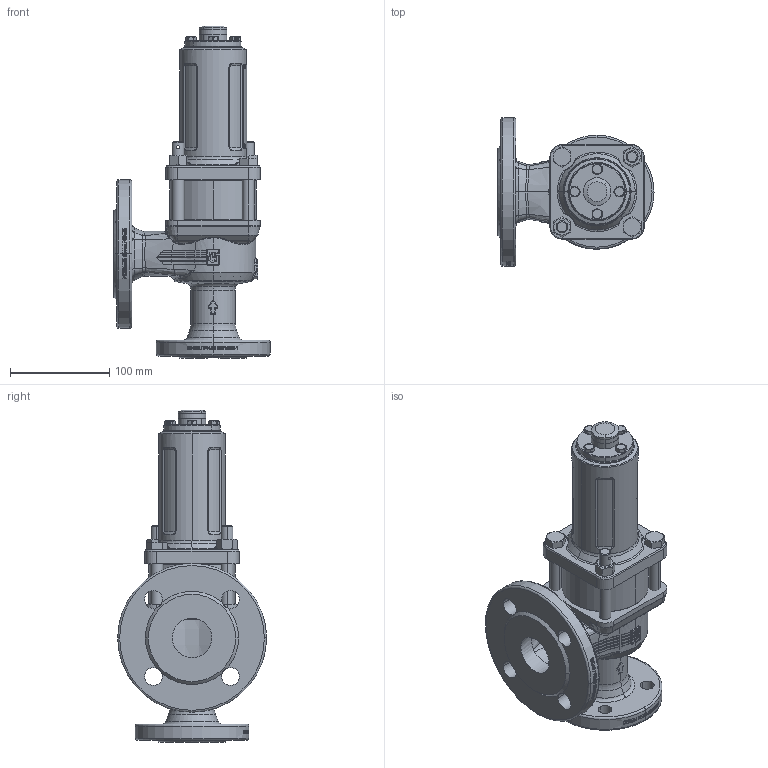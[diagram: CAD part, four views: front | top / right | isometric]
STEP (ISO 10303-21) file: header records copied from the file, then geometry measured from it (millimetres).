
FILE_DESCRIPTION(('HOOPS Exchange Step'),'2;1');
FILE_NAME('SF0402_DN25_DN25-40.stp','2025-06-26T08:44:41+02:00',('nieru'),('Unknown organisation'),'HOOPS Exchange 2024.2','HOOPS Exchange','Unknown authorisation');
FILE_SCHEMA( ('AP203_CONFIGURATION_CONTROLLED_3D_DESIGN_OF_MECHANICAL_PARTS_AND_ASSEMBLIES_MIM_LF') );
Length unit declared in the file: millimetre
Products named in the file (2): 0; root
Assembly tree (1 placements, depth 2):
  root
    0
Bounding box: 157.5 x 150 x 335 mm (x, y, z)
Volume: 1051420.7 mm3; surface area: 284774.4 mm2
Topology: 16 solids, 16 shells, 1887 faces, 4717 edges, 2915 vertices
Faces by surface type: bspline 694, plane 500, cylinder 355, cone 162, extrusion 100, torus 65, sphere 11
Full cylindrical faces by diameter (mm): 26 x1, 28 x1
Entity records: 129451 total; most frequent: CARTESIAN_POINT 90980, ORIENTED_EDGE 9316, DIRECTION 5660, EDGE_CURVE 4658, VERTEX_POINT 2915, B_SPLINE_CURVE_WITH_KNOTS 2318, AXIS2_PLACEMENT_3D 2140, EDGE_LOOP 2061
